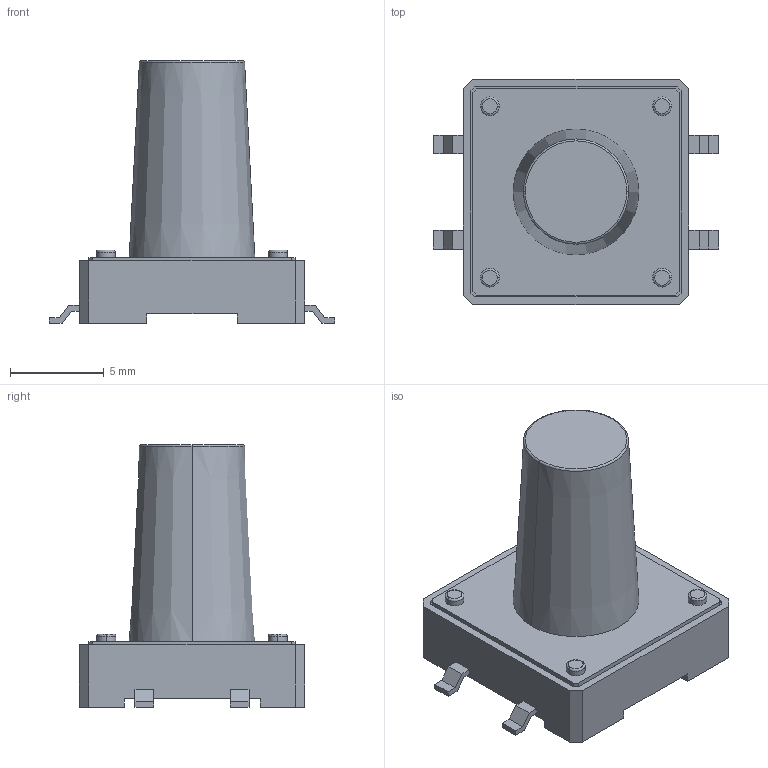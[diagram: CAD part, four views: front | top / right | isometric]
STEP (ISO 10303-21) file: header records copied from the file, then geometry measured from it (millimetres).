
FILE_DESCRIPTION (( 'STEP AP214' ), '1' );
FILE_NAME ('SW-SMD_4P-L12.0-W12.0-H14-P5.00-LS15.2.step', '2022-07-26T07:56:55', ( '' ), ( '' ), 'SwSTEP 2.0', 'SolidWorks 2021', '' );
FILE_SCHEMA (( 'AUTOMOTIVE_DESIGN' ));
Length unit declared in the file: millimetre
Products named in the file (1): SW-SMD_4P-L12.0-W12.0-H14-P5.00-LS15.2
Bounding box: 15.2 x 12 x 14 mm (x, y, z)
Volume: 761.5 mm3; surface area: 675.2 mm2
Topology: 1 solids, 1 shells, 329 faces, 881 edges, 584 vertices
Faces by surface type: plane 207, bspline 98, cylinder 12, torus 10, cone 2
Entity records: 13853 total; most frequent: CARTESIAN_POINT 3101, ORIENTED_EDGE 1762, DIRECTION 1193, EDGE_CURVE 881, LINE 633, VECTOR 633, VERTEX_POINT 584, EDGE_LOOP 359
